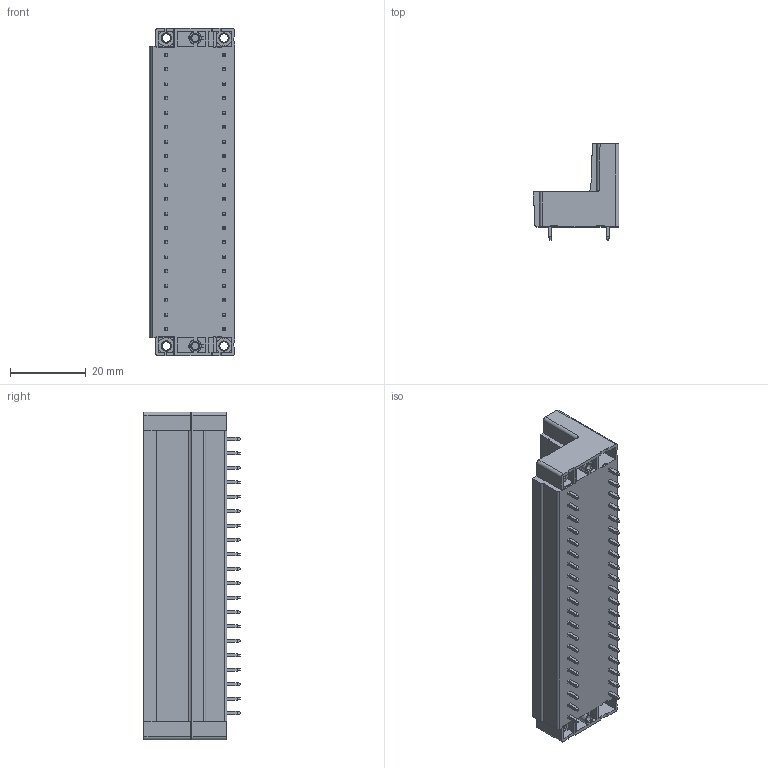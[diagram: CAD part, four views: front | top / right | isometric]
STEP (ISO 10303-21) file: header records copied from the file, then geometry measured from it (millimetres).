
FILE_DESCRIPTION((''),'2;1');
FILE_NAME('TLPHDW-105V-1','2024-09-23T11:49:12',('sheji109'),(''),'CREO PARAMETRIC BY PTC INC, 2018100','CREO PARAMETRIC BY PTC INC, 2018100','');
FILE_SCHEMA(('CONFIG_CONTROL_DESIGN'));
Products named in the file (1): TLPHDW-105V-1
Bounding box: 22.7 x 25.4 x 86.59 mm (x, y, z)
Volume: 19406.7 mm3; surface area: 19939.4 mm2
Topology: 1 solids, 1 shells, 2459 faces, 6342 edges, 4040 vertices
Faces by surface type: plane 2174, cylinder 215, cone 48, sphere 20, bspline 2
Entity records: 73417 total; most frequent: CARTESIAN_POINT 13332, ORIENTED_EDGE 12644, DIRECTION 11763, EDGE_CURVE 6322, VECTOR 5573, LINE 5573, VERTEX_POINT 4040, AXIS2_PLACEMENT_3D 3095
